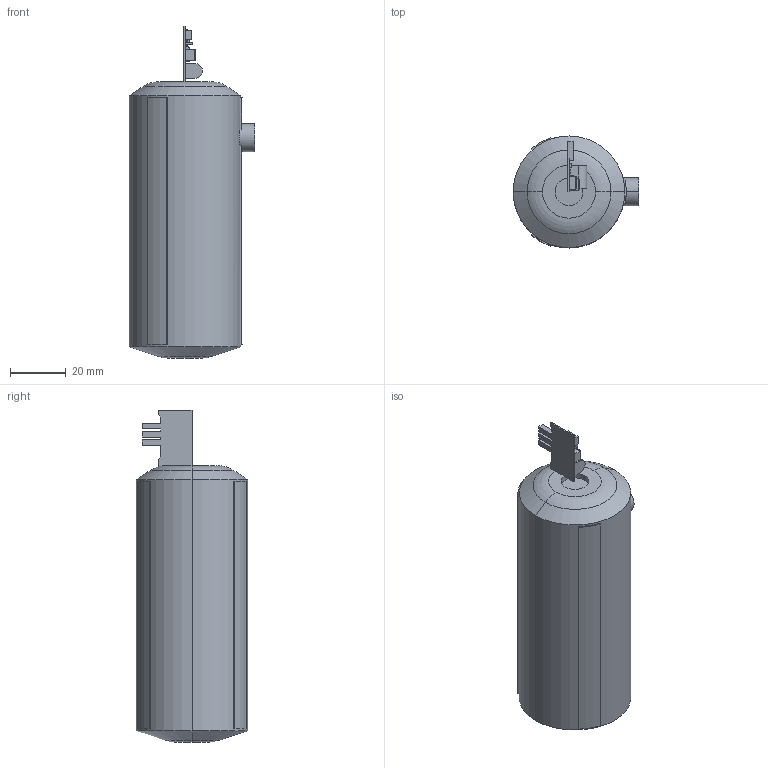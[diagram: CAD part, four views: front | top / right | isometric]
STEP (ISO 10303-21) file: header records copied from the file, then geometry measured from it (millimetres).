
FILE_DESCRIPTION (( 'STEP AP203' ), '1' );
FILE_NAME ('hab 2.par_Défaut_sldprt.STEP', '2024-03-20T04:11:20', ( '' ), ( '' ), 'SwSTEP 2.0', 'SolidWorks 2022', '' );
FILE_SCHEMA (( 'CONFIG_CONTROL_DESIGN' ));
Length unit declared in the file: millimetre
Products named in the file (1): hab 2.par_Défaut_sldprt
Bounding box: 45 x 40 x 119 mm (x, y, z)
Volume: 121479.3 mm3; surface area: 15602.5 mm2
Topology: 1 solids, 1 shells, 113 faces, 281 edges, 181 vertices
Faces by surface type: plane 89, cylinder 16, cone 4, torus 4
Entity records: 3465 total; most frequent: CARTESIAN_POINT 669, ORIENTED_EDGE 562, DIRECTION 551, EDGE_CURVE 281, LINE 221, VECTOR 221, VERTEX_POINT 181, AXIS2_PLACEMENT_3D 165
